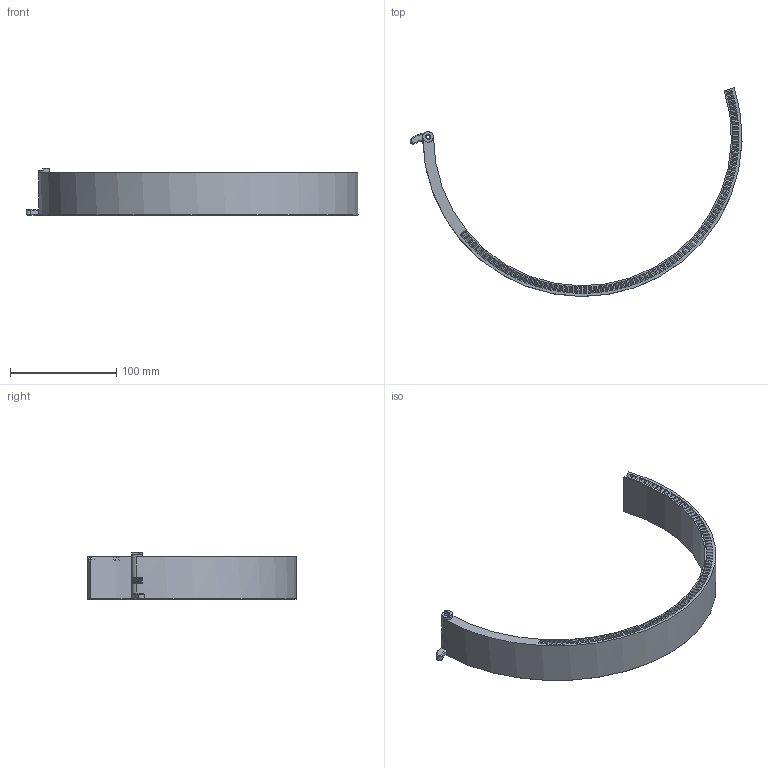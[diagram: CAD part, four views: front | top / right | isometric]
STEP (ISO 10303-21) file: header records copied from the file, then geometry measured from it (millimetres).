
FILE_DESCRIPTION(('FreeCAD Model'),'2;1');
FILE_NAME('Open CASCADE Shape Model','2024-11-10T11:19:08',('Author'),( ''),'Open CASCADE STEP processor 7.7','FreeCAD','Unknown');
FILE_SCHEMA(('AUTOMOTIVE_DESIGN { 1 0 10303 214 1 1 1 1 }'));
Length unit declared in the file: millimetre
Products named in the file (1): 2-rotor-unibody
Bounding box: 311.94 x 196.35 x 44 mm (x, y, z)
Volume: 198004.7 mm3; surface area: 56712.3 mm2
Topology: 1 solids, 1 shells, 679 faces, 1749 edges, 1173 vertices
Faces by surface type: plane 294, cone 181, bspline 174, cylinder 30
Full cylindrical faces by diameter (mm): 3.4 x11, 4.6 x2, 9 x9, 10 x1
Entity records: 20886 total; most frequent: CARTESIAN_POINT 5360, ORIENTED_EDGE 3498, DIRECTION 2684, EDGE_CURVE 1749, VERTEX_POINT 1173, AXIS2_PLACEMENT_3D 965, FACE_BOUND 786, EDGE_LOOP 786
